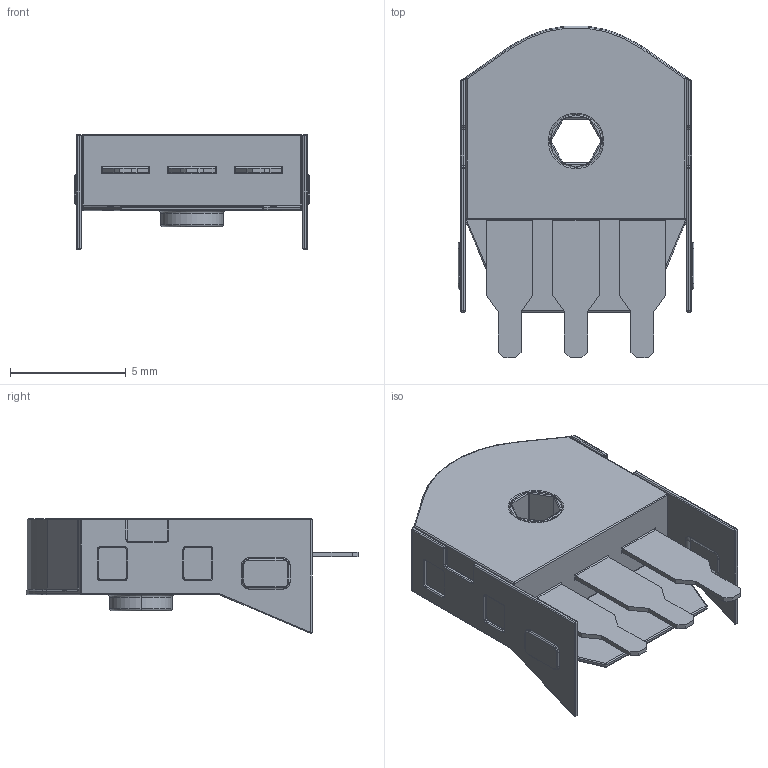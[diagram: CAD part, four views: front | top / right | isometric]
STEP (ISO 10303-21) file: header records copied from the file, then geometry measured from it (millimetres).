
FILE_DESCRIPTION (( 'STEP AP203' ), '1' );
FILE_NAME ('Rotary Encoder for Mouse.STEP', '2021-11-05T05:01:48', ( '' ), ( '' ), 'SwSTEP 2.0', 'SolidWorks 2018', '' );
FILE_SCHEMA (( 'CONFIG_CONTROL_DESIGN' ));
Length unit declared in the file: millimetre
Products named in the file (1): Rotary Encoder for Mouse
Bounding box: 10.2 x 14.37 x 4.97 mm (x, y, z)
Volume: 252.7 mm3; surface area: 729.7 mm2
Topology: 3 solids, 3 shells, 468 faces, 1093 edges, 606 vertices
Faces by surface type: cylinder 195, plane 103, torus 86, bspline 48, sphere 36
Entity records: 14124 total; most frequent: CARTESIAN_POINT 3598, DIRECTION 2355, ORIENTED_EDGE 2122, EDGE_CURVE 1061, AXIS2_PLACEMENT_3D 953, VERTEX_POINT 604, CIRCLE 532, EDGE_LOOP 487
